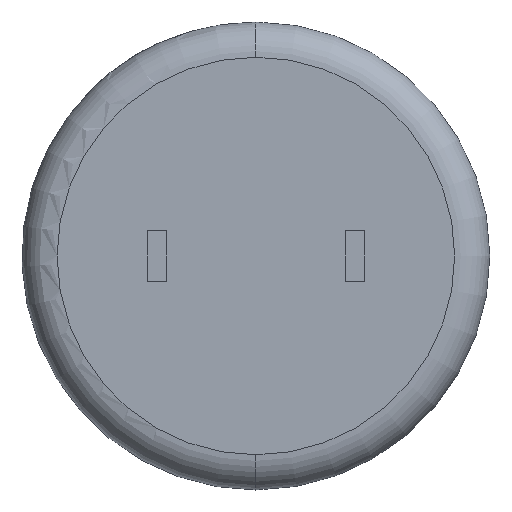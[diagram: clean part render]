
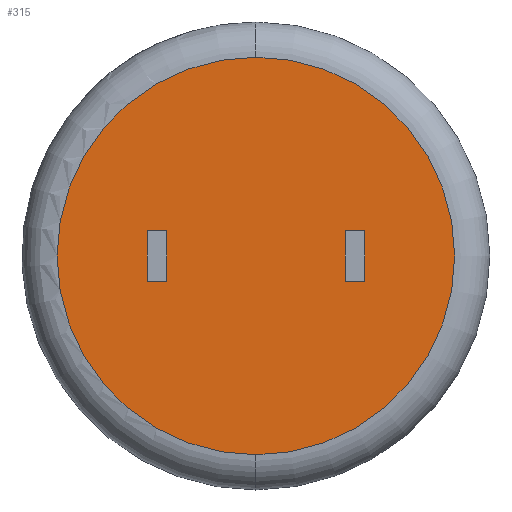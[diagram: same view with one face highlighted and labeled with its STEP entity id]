
A CAD part, front view. The second image highlights one B-rep face of the part: STEP entity #315.
In plain terms, the highlighted planar face has unit normal (0, -1, 0).
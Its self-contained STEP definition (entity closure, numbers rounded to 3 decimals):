
#26 = ORIENTED_EDGE ( 'NONE', *, *, #531, .T. ) ;
#27 = DIRECTION ( 'NONE',  ( 0., 0., -1. ) ) ;
#58 = VERTEX_POINT ( 'NONE', #64 ) ;
#64 = CARTESIAN_POINT ( 'NONE',  ( -2.79, 0., 0.65 ) ) ;
#65 = ORIENTED_EDGE ( 'NONE', *, *, #2316, .F. ) ;
#90 = AXIS2_PLACEMENT_3D ( 'NONE', #2691, #2262, #1624 ) ;
#96 = DIRECTION ( 'NONE',  ( 0., 0., 1. ) ) ;
#203 = ORIENTED_EDGE ( 'NONE', *, *, #714, .T. ) ;
#210 = VERTEX_POINT ( 'NONE', #1195 ) ;
#221 = VECTOR ( 'NONE', #766, 1000. ) ;
#228 = EDGE_CURVE ( 'NONE', #2517, #237, #2340, .T. ) ;
#237 = VERTEX_POINT ( 'NONE', #1718 ) ;
#252 = VERTEX_POINT ( 'NONE', #2768 ) ;
#315 = ADVANCED_FACE ( 'NONE', ( #1027, #2784, #1572 ), #2132, .F. ) ;
#324 = CARTESIAN_POINT ( 'NONE',  ( 2.29, 0., 0.65 ) ) ;
#379 = ORIENTED_EDGE ( 'NONE', *, *, #1803, .T. ) ;
#451 = ORIENTED_EDGE ( 'NONE', *, *, #2471, .F. ) ;
#498 = CIRCLE ( 'NONE', #90, 5.097 ) ;
#531 = EDGE_CURVE ( 'NONE', #1693, #2146, #639, .T. ) ;
#582 = CARTESIAN_POINT ( 'NONE',  ( 2.29, 0., -0.65 ) ) ;
#639 = LINE ( 'NONE', #1131, #2699 ) ;
#690 = CARTESIAN_POINT ( 'NONE',  ( -2.29, 0., -0.65 ) ) ;
#704 = LINE ( 'NONE', #1995, #1553 ) ;
#714 = EDGE_CURVE ( 'NONE', #895, #1172, #2155, .T. ) ;
#720 = DIRECTION ( 'NONE',  ( 1., 0., 0. ) ) ;
#766 = DIRECTION ( 'NONE',  ( 1., 0., 0. ) ) ;
#794 = VECTOR ( 'NONE', #1496, 1000. ) ;
#818 = CARTESIAN_POINT ( 'NONE',  ( 2.29, 0., 0.65 ) ) ;
#840 = EDGE_LOOP ( 'NONE', ( #1848, #451, #1176, #1065 ) ) ;
#895 = VERTEX_POINT ( 'NONE', #1665 ) ;
#920 = DIRECTION ( 'NONE',  ( 0., 0., 1. ) ) ;
#1027 = FACE_OUTER_BOUND ( 'NONE', #1939, .T. ) ;
#1033 = VERTEX_POINT ( 'NONE', #2611 ) ;
#1063 = AXIS2_PLACEMENT_3D ( 'NONE', #1711, #2320, #1250 ) ;
#1065 = ORIENTED_EDGE ( 'NONE', *, *, #2588, .F. ) ;
#1120 = VECTOR ( 'NONE', #1433, 1000. ) ;
#1131 = CARTESIAN_POINT ( 'NONE',  ( -2.29, 0., 0.65 ) ) ;
#1152 = VECTOR ( 'NONE', #1442, 1000. ) ;
#1156 = CARTESIAN_POINT ( 'NONE',  ( 0., 0., -5.097 ) ) ;
#1172 = VERTEX_POINT ( 'NONE', #1156 ) ;
#1176 = ORIENTED_EDGE ( 'NONE', *, *, #2606, .F. ) ;
#1195 = CARTESIAN_POINT ( 'NONE',  ( -2.79, 0., -0.65 ) ) ;
#1217 = EDGE_CURVE ( 'NONE', #210, #58, #704, .T. ) ;
#1224 = CARTESIAN_POINT ( 'NONE',  ( 2.79, 0., 0. ) ) ;
#1250 = DIRECTION ( 'NONE',  ( 0., 0., 1. ) ) ;
#1275 = ORIENTED_EDGE ( 'NONE', *, *, #1217, .T. ) ;
#1320 = VECTOR ( 'NONE', #2054, 1000. ) ;
#1349 = VECTOR ( 'NONE', #720, 1000. ) ;
#1433 = DIRECTION ( 'NONE',  ( 1., 0., 0. ) ) ;
#1442 = DIRECTION ( 'NONE',  ( 0., 0., 1. ) ) ;
#1478 = CARTESIAN_POINT ( 'NONE',  ( -2.29, 0., 0.65 ) ) ;
#1496 = DIRECTION ( 'NONE',  ( 0., 0., -1. ) ) ;
#1541 = AXIS2_PLACEMENT_3D ( 'NONE', #2057, #2700, #96 ) ;
#1553 = VECTOR ( 'NONE', #920, 1000. ) ;
#1572 = FACE_BOUND ( 'NONE', #840, .T. ) ;
#1624 = DIRECTION ( 'NONE',  ( 0., 0., 1. ) ) ;
#1665 = CARTESIAN_POINT ( 'NONE',  ( 0., 0., 5.097 ) ) ;
#1693 = VERTEX_POINT ( 'NONE', #1478 ) ;
#1711 = CARTESIAN_POINT ( 'NONE',  ( 0., 0., 0. ) ) ;
#1718 = CARTESIAN_POINT ( 'NONE',  ( 2.29, 0., -0.65 ) ) ;
#1803 = EDGE_CURVE ( 'NONE', #58, #1693, #1933, .T. ) ;
#1820 = EDGE_LOOP ( 'NONE', ( #1275, #379, #26, #65 ) ) ;
#1827 = LINE ( 'NONE', #2013, #221 ) ;
#1839 = EDGE_CURVE ( 'NONE', #1172, #895, #498, .T. ) ;
#1848 = ORIENTED_EDGE ( 'NONE', *, *, #228, .F. ) ;
#1933 = LINE ( 'NONE', #2239, #1349 ) ;
#1936 = CARTESIAN_POINT ( 'NONE',  ( 2.29, 0., -0.65 ) ) ;
#1939 = EDGE_LOOP ( 'NONE', ( #203, #2792 ) ) ;
#1995 = CARTESIAN_POINT ( 'NONE',  ( -2.79, 0., 0. ) ) ;
#2013 = CARTESIAN_POINT ( 'NONE',  ( -2.79, 0., -0.65 ) ) ;
#2054 = DIRECTION ( 'NONE',  ( -1., 0., 0. ) ) ;
#2057 = CARTESIAN_POINT ( 'NONE',  ( 0., 0., 0. ) ) ;
#2132 = PLANE ( 'NONE',  #1063 ) ;
#2146 = VERTEX_POINT ( 'NONE', #690 ) ;
#2155 = CIRCLE ( 'NONE', #1541, 5.097 ) ;
#2163 = LINE ( 'NONE', #324, #1320 ) ;
#2239 = CARTESIAN_POINT ( 'NONE',  ( -2.79, 0., 0.65 ) ) ;
#2262 = DIRECTION ( 'NONE',  ( 0., -1., 0. ) ) ;
#2316 = EDGE_CURVE ( 'NONE', #210, #2146, #1827, .T. ) ;
#2320 = DIRECTION ( 'NONE',  ( 0., 1., 0. ) ) ;
#2330 = LINE ( 'NONE', #582, #1120 ) ;
#2340 = LINE ( 'NONE', #1936, #794 ) ;
#2471 = EDGE_CURVE ( 'NONE', #252, #2517, #2163, .T. ) ;
#2517 = VERTEX_POINT ( 'NONE', #818 ) ;
#2588 = EDGE_CURVE ( 'NONE', #237, #1033, #2330, .T. ) ;
#2606 = EDGE_CURVE ( 'NONE', #1033, #252, #2743, .T. ) ;
#2611 = CARTESIAN_POINT ( 'NONE',  ( 2.79, 0., -0.65 ) ) ;
#2691 = CARTESIAN_POINT ( 'NONE',  ( 0., 0., 0. ) ) ;
#2699 = VECTOR ( 'NONE', #27, 1000. ) ;
#2700 = DIRECTION ( 'NONE',  ( 0., -1., 0. ) ) ;
#2743 = LINE ( 'NONE', #1224, #1152 ) ;
#2768 = CARTESIAN_POINT ( 'NONE',  ( 2.79, 0., 0.65 ) ) ;
#2784 = FACE_BOUND ( 'NONE', #1820, .T. ) ;
#2792 = ORIENTED_EDGE ( 'NONE', *, *, #1839, .T. ) ;
